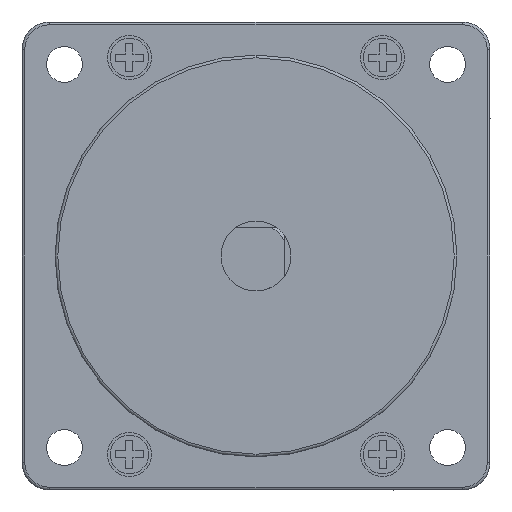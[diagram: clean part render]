
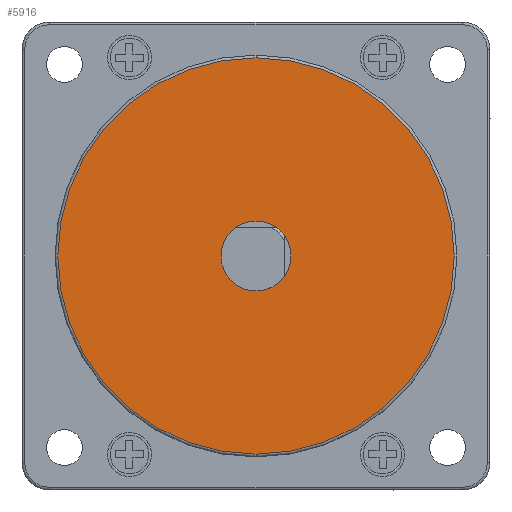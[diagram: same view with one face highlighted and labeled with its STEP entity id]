
A CAD part, left-side view. The second image highlights one B-rep face of the part: STEP entity #5916.
In plain terms, the highlighted planar face has unit normal (-1, 0, 0).
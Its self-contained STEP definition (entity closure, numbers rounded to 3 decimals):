
#1721=CARTESIAN_POINT('',(-2.,0.,0.));
#1722=DIRECTION('',(-1.,0.,0.));
#1723=DIRECTION('',(0.,0.,-1.));
#1724=AXIS2_PLACEMENT_3D('',#1721,#1722,#1723);
#1726=CARTESIAN_POINT('',(-2.,0.,0.));
#1727=DIRECTION('',(-1.,0.,0.));
#1728=DIRECTION('',(0.,0.,1.));
#1729=AXIS2_PLACEMENT_3D('',#1726,#1727,#1728);
#1731=CARTESIAN_POINT('',(-2.,0.,0.));
#1732=DIRECTION('',(-1.,0.,0.));
#1733=DIRECTION('',(0.,0.,1.));
#1734=AXIS2_PLACEMENT_3D('',#1731,#1732,#1733);
#1736=CARTESIAN_POINT('',(-2.,0.,0.));
#1737=DIRECTION('',(-1.,0.,0.));
#1738=DIRECTION('',(0.,0.,-1.));
#1739=AXIS2_PLACEMENT_3D('',#1736,#1737,#1738);
#2648=CARTESIAN_POINT('',(-2.,0.,-6.35));
#2649=CARTESIAN_POINT('',(-2.,0.,6.35));
#2650=VERTEX_POINT('',#2648);
#2651=VERTEX_POINT('',#2649);
#2662=CARTESIAN_POINT('',(-2.,0.,36.));
#2663=CARTESIAN_POINT('',(-2.,0.,-36.));
#2664=VERTEX_POINT('',#2662);
#2665=VERTEX_POINT('',#2663);
#5900=CARTESIAN_POINT('',(-2.,0.,0.));
#5901=DIRECTION('',(-1.,0.,0.));
#5902=DIRECTION('',(0.,0.,-1.));
#5903=AXIS2_PLACEMENT_3D('',#5900,#5901,#5902);
#5904=PLANE('',#5903);
#5906=ORIENTED_EDGE('',*,*,#5905,.F.);
#5907=ORIENTED_EDGE('',*,*,#5890,.F.);
#5908=EDGE_LOOP('',(#5906,#5907));
#5909=FACE_OUTER_BOUND('',#5908,.F.);
#5911=ORIENTED_EDGE('',*,*,#5910,.T.);
#5913=ORIENTED_EDGE('',*,*,#5912,.T.);
#5914=EDGE_LOOP('',(#5911,#5913));
#5915=FACE_BOUND('',#5914,.F.);
#1725=CIRCLE('',#1724,6.35);
#1730=CIRCLE('',#1729,6.35);
#1735=CIRCLE('',#1734,36.);
#1740=CIRCLE('',#1739,36.);
#5890=EDGE_CURVE('',#2665,#2664,#1740,.T.);
#5905=EDGE_CURVE('',#2664,#2665,#1735,.T.);
#5910=EDGE_CURVE('',#2650,#2651,#1725,.T.);
#5912=EDGE_CURVE('',#2651,#2650,#1730,.T.);
#5916=ADVANCED_FACE('',(#5909,#5915),#5904,.T.);
